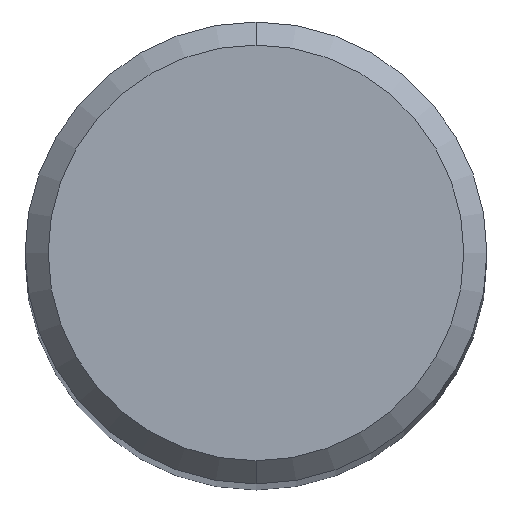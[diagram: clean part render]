
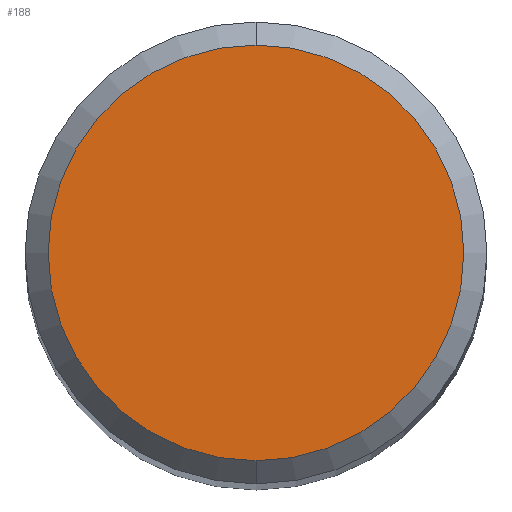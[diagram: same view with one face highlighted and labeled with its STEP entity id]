
A CAD part, top view. The second image highlights one B-rep face of the part: STEP entity #188.
In plain terms, the highlighted planar face has unit normal (0, 0, 1).
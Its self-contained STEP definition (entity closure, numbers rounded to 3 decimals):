
#188=ADVANCED_FACE('',(#489),#490,.T.);
#216=VERTEX_POINT('',#521);
#242=EDGE_CURVE('',#216,#376,#549,.T.);
#376=VERTEX_POINT('',#697);
#442=EDGE_CURVE('',#376,#216,#771,.T.);
#489=FACE_OUTER_BOUND('',#836,.T.);
#490=PLANE('',#837);
#521=CARTESIAN_POINT('',(0.0,3.6,0.0));
#549=CIRCLE('',#917,3.6);
#697=CARTESIAN_POINT('',(0.,-3.6,0.0));
#771=CIRCLE('',#1413,3.6);
#836=EDGE_LOOP('',(#1440,#1441));
#837=AXIS2_PLACEMENT_3D('',#1442,#1443,#1444);
#917=AXIS2_PLACEMENT_3D('',#1519,#1520,#1521);
#1413=AXIS2_PLACEMENT_3D('',#1761,#1762,#1763);
#1440=ORIENTED_EDGE('',*,*,#242,.F.);
#1441=ORIENTED_EDGE('',*,*,#442,.F.);
#1442=CARTESIAN_POINT('',(0.0,1.8,0.0));
#1443=DIRECTION('',(-0.0,0.0,1.0));
#1444=DIRECTION('',(0.0,-1.0,0.0));
#1519=CARTESIAN_POINT('',(0.0,0.0,0.0));
#1520=DIRECTION('',(0.0,0.0,-1.0));
#1521=DIRECTION('',(0.0,1.0,0.0));
#1761=CARTESIAN_POINT('',(0.0,0.0,0.0));
#1762=DIRECTION('',(0.0,0.0,-1.0));
#1763=DIRECTION('',(0.0,1.0,0.0));
